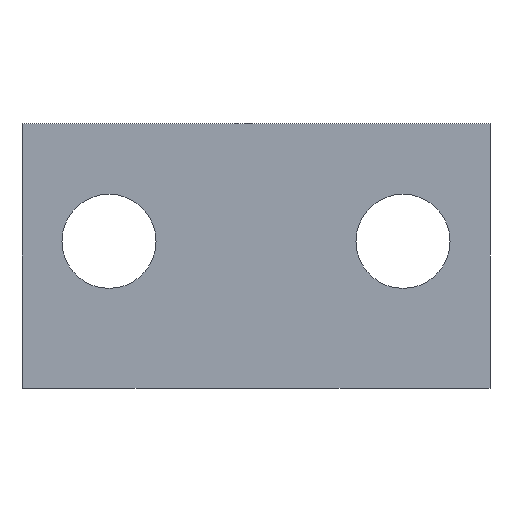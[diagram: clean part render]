
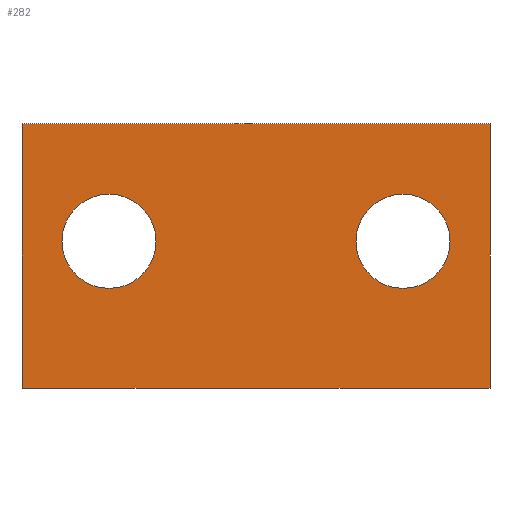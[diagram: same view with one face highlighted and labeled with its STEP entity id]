
A CAD part, front view. The second image highlights one B-rep face of the part: STEP entity #282.
In plain terms, the highlighted planar face has unit normal (0, -1, 0).
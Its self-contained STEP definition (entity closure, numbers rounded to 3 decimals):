
#24=FACE_BOUND('',#61,.T.);
#25=FACE_BOUND('',#62,.T.);
#31=CIRCLE('',#321,1.6);
#32=CIRCLE('',#322,1.6);
#44=FACE_OUTER_BOUND('',#60,.T.);
#60=EDGE_LOOP('',(#209,#210,#211,#212));
#61=EDGE_LOOP('',(#213));
#62=EDGE_LOOP('',(#214));
#81=LINE('',#434,#106);
#85=LINE('',#444,#110);
#88=LINE('',#454,#113);
#89=LINE('',#455,#114);
#106=VECTOR('',#349,10.);
#110=VECTOR('',#359,10.);
#113=VECTOR('',#368,10.);
#114=VECTOR('',#369,10.);
#131=VERTEX_POINT('',#431);
#132=VERTEX_POINT('',#433);
#135=VERTEX_POINT('',#443);
#139=VERTEX_POINT('',#453);
#140=VERTEX_POINT('',#456);
#141=VERTEX_POINT('',#458);
#157=EDGE_CURVE('',#132,#131,#81,.T.);
#162=EDGE_CURVE('',#135,#132,#85,.T.);
#167=EDGE_CURVE('',#139,#131,#88,.T.);
#168=EDGE_CURVE('',#139,#135,#89,.T.);
#169=EDGE_CURVE('',#140,#140,#31,.T.);
#170=EDGE_CURVE('',#141,#141,#32,.T.);
#209=ORIENTED_EDGE('',*,*,#157,.T.);
#210=ORIENTED_EDGE('',*,*,#167,.F.);
#211=ORIENTED_EDGE('',*,*,#168,.T.);
#212=ORIENTED_EDGE('',*,*,#162,.T.);
#213=ORIENTED_EDGE('',*,*,#169,.T.);
#214=ORIENTED_EDGE('',*,*,#170,.T.);
#273=PLANE('',#320);
#282=ADVANCED_FACE('',(#44,#24,#25),#273,.T.);
#320=AXIS2_PLACEMENT_3D('',#452,#366,#367);
#321=AXIS2_PLACEMENT_3D('',#457,#370,#371);
#322=AXIS2_PLACEMENT_3D('',#459,#372,#373);
#349=DIRECTION('',(0.,0.,1.));
#359=DIRECTION('',(1.,0.,0.));
#366=DIRECTION('center_axis',(0.,-1.,0.));
#367=DIRECTION('ref_axis',(1.,0.,0.));
#368=DIRECTION('',(1.,0.,0.));
#369=DIRECTION('',(0.,0.,-1.));
#370=DIRECTION('center_axis',(0.,1.,0.));
#371=DIRECTION('ref_axis',(-1.,0.,0.));
#372=DIRECTION('center_axis',(0.,1.,0.));
#373=DIRECTION('ref_axis',(-1.,0.,0.));
#431=CARTESIAN_POINT('',(17.958,0.,9.));
#433=CARTESIAN_POINT('',(17.958,0.,0.));
#434=CARTESIAN_POINT('',(17.958,0.,0.));
#443=CARTESIAN_POINT('',(2.042,0.,0.));
#444=CARTESIAN_POINT('',(0.,0.,0.));
#452=CARTESIAN_POINT('Origin',(0.,0.,0.));
#453=CARTESIAN_POINT('',(2.042,0.,9.));
#454=CARTESIAN_POINT('',(0.,0.,9.));
#455=CARTESIAN_POINT('',(2.042,0.,4.5));
#456=CARTESIAN_POINT('',(6.6,0.,5.));
#457=CARTESIAN_POINT('Origin',(5.,0.,5.));
#458=CARTESIAN_POINT('',(16.6,0.,5.));
#459=CARTESIAN_POINT('Origin',(15.,0.,5.));
